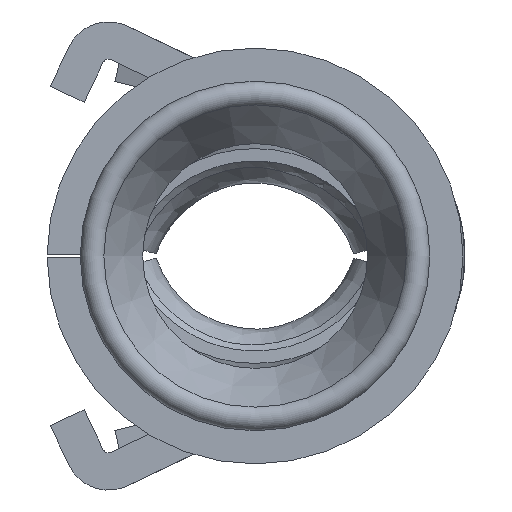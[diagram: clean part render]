
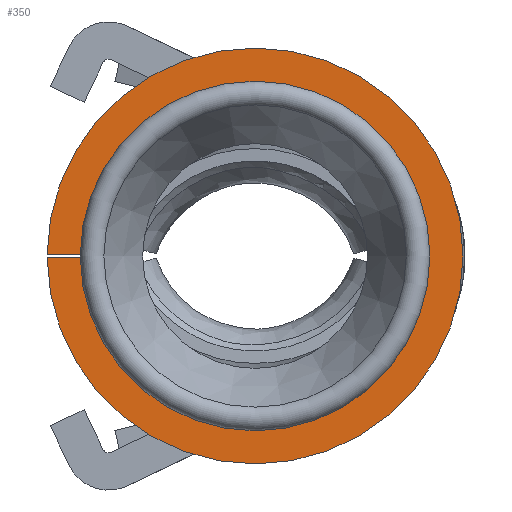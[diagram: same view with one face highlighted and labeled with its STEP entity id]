
A CAD part, left-side view. The second image highlights one B-rep face of the part: STEP entity #350.
In plain terms, the highlighted planar face has unit normal (-1, 0, 0).
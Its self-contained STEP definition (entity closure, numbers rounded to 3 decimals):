
#234=PLANE('',#3059);
#350=ADVANCED_FACE('',(#552),#234,.T.);
#552=FACE_OUTER_BOUND('',#703,.T.);
#703=EDGE_LOOP('',(#1562,#1563,#1564,#1565));
#951=CIRCLE('',#3057,1.665);
#952=CIRCLE('',#3058,1.245);
#1562=ORIENTED_EDGE('',*,*,#2374,.T.);
#1563=ORIENTED_EDGE('',*,*,#2375,.T.);
#1564=ORIENTED_EDGE('',*,*,#2376,.T.);
#1565=ORIENTED_EDGE('',*,*,#2373,.F.);
#1809=VERTEX_POINT('',#3804);
#1819=VERTEX_POINT('',#3826);
#2007=VERTEX_POINT('',#5315);
#2008=VERTEX_POINT('',#5342);
#2373=EDGE_CURVE('',#2007,#1809,#2658,.T.);
#2374=EDGE_CURVE('',#2007,#2008,#951,.T.);
#2375=EDGE_CURVE('',#2008,#1819,#2659,.T.);
#2376=EDGE_CURVE('',#1819,#1809,#952,.T.);
#2658=LINE('',#5316,#2875);
#2659=LINE('',#5343,#2876);
#2875=VECTOR('',#3600,1.);
#2876=VECTOR('',#3603,1.);
#3057=AXIS2_PLACEMENT_3D('',#5341,#3601,#3602);
#3058=AXIS2_PLACEMENT_3D('',#5344,#3604,#3605);
#3059=AXIS2_PLACEMENT_3D('',#5345,#3606,#3607);
#3600=DIRECTION('',(0.,-1.,0.));
#3601=DIRECTION('',(-1.,0.,0.));
#3602=DIRECTION('',(0.,1.,-0.006));
#3603=DIRECTION('',(0.,-1.,0.));
#3604=DIRECTION('',(1.,0.,0.));
#3605=DIRECTION('',(0.,1.,0.008));
#3606=DIRECTION('',(-1.,0.,0.));
#3607=DIRECTION('',(0.,-1.,0.));
#3804=CARTESIAN_POINT('',(-1.1,1.245,-0.01));
#3826=CARTESIAN_POINT('',(-1.1,1.245,0.01));
#5315=CARTESIAN_POINT('',(-1.1,1.665,-0.01));
#5316=CARTESIAN_POINT('',(-1.1,1.665,-0.01));
#5341=CARTESIAN_POINT('',(-1.1,0.,0.));
#5342=CARTESIAN_POINT('',(-1.1,1.665,0.01));
#5343=CARTESIAN_POINT('',(-1.1,1.665,0.01));
#5344=CARTESIAN_POINT('',(-1.1,0.,0.));
#5345=CARTESIAN_POINT('',(-1.1,0.,0.));
